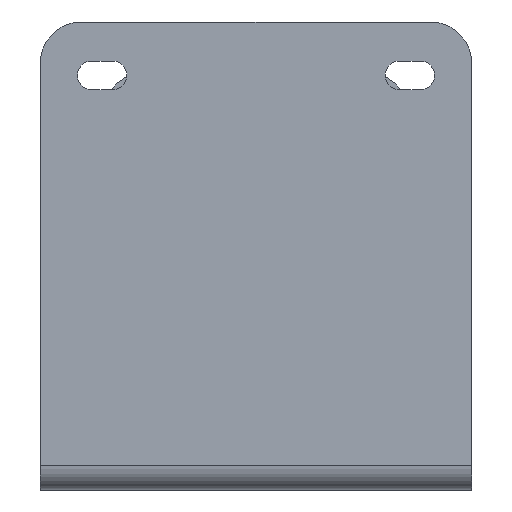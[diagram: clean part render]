
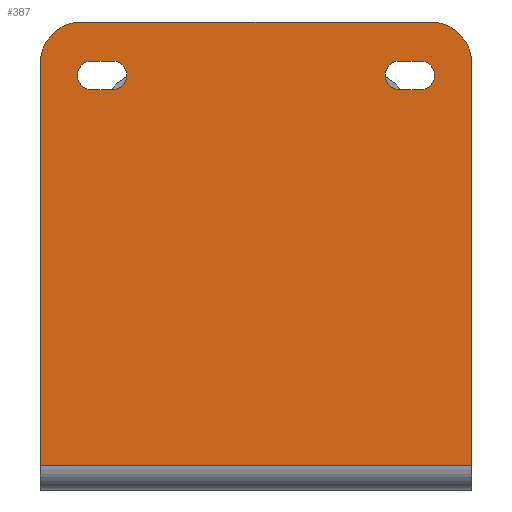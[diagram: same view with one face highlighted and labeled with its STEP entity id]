
A CAD part, top view. The second image highlights one B-rep face of the part: STEP entity #387.
In plain terms, the highlighted planar face has unit normal (0, 0, 1).
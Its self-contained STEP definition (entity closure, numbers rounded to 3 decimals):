
#25 = EDGE_LOOP ( 'NONE', ( #664, #1191, #542, #425, #1335 ) ) ;
#30 = VERTEX_POINT ( 'NONE', #1033 ) ;
#35 = CARTESIAN_POINT ( 'NONE',  ( 40., 38.5, 35.5 ) ) ;
#67 = DIRECTION ( 'NONE',  ( 1., 0., 0. ) ) ;
#71 = AXIS2_PLACEMENT_3D ( 'NONE', #591, #834, #948 ) ;
#82 = CARTESIAN_POINT ( 'NONE',  ( 42.5, 55., 35.5 ) ) ;
#106 = DIRECTION ( 'NONE',  ( -1., 0., 0. ) ) ;
#112 = CARTESIAN_POINT ( 'NONE',  ( -35., 45.5, 35.5 ) ) ;
#127 = CARTESIAN_POINT ( 'NONE',  ( 52.5, -145., 35.5 ) ) ;
#156 = DIRECTION ( 'NONE',  ( 1., 0., 0. ) ) ;
#159 = VERTEX_POINT ( 'NONE', #379 ) ;
#172 = CARTESIAN_POINT ( 'NONE',  ( -52.5, -145., 35.5 ) ) ;
#191 = AXIS2_PLACEMENT_3D ( 'NONE', #1364, #1373, #745 ) ;
#195 = CIRCLE ( 'NONE', #71, 10. ) ;
#204 = CARTESIAN_POINT ( 'NONE',  ( 0., 45.5, 35.5 ) ) ;
#206 = LINE ( 'NONE', #680, #291 ) ;
#208 = DIRECTION ( 'NONE',  ( -1., 0., 0. ) ) ;
#216 = CIRCLE ( 'NONE', #557, 3.5 ) ;
#227 = DIRECTION ( 'NONE',  ( 1., 0., 0. ) ) ;
#250 = LINE ( 'NONE', #1551, #1529 ) ;
#269 = FACE_OUTER_BOUND ( 'NONE', #1140, .T. ) ;
#291 = VECTOR ( 'NONE', #1531, 1000. ) ;
#294 = VECTOR ( 'NONE', #947, 1000. ) ;
#328 = CARTESIAN_POINT ( 'NONE',  ( 0., -145., 35.5 ) ) ;
#330 = CARTESIAN_POINT ( 'NONE',  ( 0., 55., 35.5 ) ) ;
#332 = EDGE_CURVE ( 'NONE', #534, #1047, #1146, .T. ) ;
#335 = VECTOR ( 'NONE', #647, 1000. ) ;
#342 = CARTESIAN_POINT ( 'NONE',  ( -35., 38.5, 35.5 ) ) ;
#376 = VERTEX_POINT ( 'NONE', #35 ) ;
#379 = CARTESIAN_POINT ( 'NONE',  ( 52.5, 45., 35.5 ) ) ;
#382 = DIRECTION ( 'NONE',  ( 0., 0., -1. ) ) ;
#385 = EDGE_CURVE ( 'NONE', #706, #1385, #587, .T. ) ;
#387 = ADVANCED_FACE ( 'NONE', ( #269, #1233, #1524 ), #804, .T. ) ;
#416 = VERTEX_POINT ( 'NONE', #799 ) ;
#421 = ORIENTED_EDGE ( 'NONE', *, *, #1334, .F. ) ;
#424 = LINE ( 'NONE', #172, #335 ) ;
#425 = ORIENTED_EDGE ( 'NONE', *, *, #952, .T. ) ;
#473 = EDGE_CURVE ( 'NONE', #1442, #1538, #1061, .T. ) ;
#480 = ORIENTED_EDGE ( 'NONE', *, *, #659, .F. ) ;
#484 = DIRECTION ( 'NONE',  ( 1., 0., 0. ) ) ;
#509 = CARTESIAN_POINT ( 'NONE',  ( 31.5, 42., 35.5 ) ) ;
#525 = EDGE_LOOP ( 'NONE', ( #480, #1234, #1462, #790, #544 ) ) ;
#534 = VERTEX_POINT ( 'NONE', #112 ) ;
#536 = AXIS2_PLACEMENT_3D ( 'NONE', #1126, #872, #894 ) ;
#542 = ORIENTED_EDGE ( 'NONE', *, *, #385, .T. ) ;
#544 = ORIENTED_EDGE ( 'NONE', *, *, #332, .T. ) ;
#557 = AXIS2_PLACEMENT_3D ( 'NONE', #817, #1530, #227 ) ;
#587 = CIRCLE ( 'NONE', #890, 3.5 ) ;
#591 = CARTESIAN_POINT ( 'NONE',  ( 42.5, 45., 35.5 ) ) ;
#599 = LINE ( 'NONE', #127, #1377 ) ;
#600 = LINE ( 'NONE', #703, #1449 ) ;
#647 = DIRECTION ( 'NONE',  ( 0., 1., 0. ) ) ;
#653 = CARTESIAN_POINT ( 'NONE',  ( 35., 45.5, 35.5 ) ) ;
#659 = EDGE_CURVE ( 'NONE', #30, #1047, #600, .T. ) ;
#664 = ORIENTED_EDGE ( 'NONE', *, *, #1072, .F. ) ;
#665 = CARTESIAN_POINT ( 'NONE',  ( -52.5, 45., 35.5 ) ) ;
#680 = CARTESIAN_POINT ( 'NONE',  ( 0., 45.5, 35.5 ) ) ;
#687 = VECTOR ( 'NONE', #707, 1000. ) ;
#693 = AXIS2_PLACEMENT_3D ( 'NONE', #733, #382, #1235 ) ;
#694 = EDGE_CURVE ( 'NONE', #30, #1202, #966, .T. ) ;
#701 = CARTESIAN_POINT ( 'NONE',  ( 52.5, -52.931, 35.5 ) ) ;
#703 = CARTESIAN_POINT ( 'NONE',  ( 0., 38.5, 35.5 ) ) ;
#706 = VERTEX_POINT ( 'NONE', #509 ) ;
#707 = DIRECTION ( 'NONE',  ( 1., 0., 0. ) ) ;
#715 = AXIS2_PLACEMENT_3D ( 'NONE', #328, #1032, #208 ) ;
#721 = EDGE_CURVE ( 'NONE', #1202, #959, #1018, .T. ) ;
#725 = DIRECTION ( 'NONE',  ( 0., -1., 0. ) ) ;
#733 = CARTESIAN_POINT ( 'NONE',  ( -42.5, 45., 35.5 ) ) ;
#745 = DIRECTION ( 'NONE',  ( 1., 0., 0. ) ) ;
#757 = CARTESIAN_POINT ( 'NONE',  ( 35., 42., 35.5 ) ) ;
#762 = CARTESIAN_POINT ( 'NONE',  ( -43.5, 42., 35.5 ) ) ;
#785 = DIRECTION ( 'NONE',  ( 1., 0., 0. ) ) ;
#790 = ORIENTED_EDGE ( 'NONE', *, *, #1487, .T. ) ;
#799 = CARTESIAN_POINT ( 'NONE',  ( -42.5, 55., 35.5 ) ) ;
#804 = PLANE ( 'NONE',  #715 ) ;
#817 = CARTESIAN_POINT ( 'NONE',  ( 35., 42., 35.5 ) ) ;
#834 = DIRECTION ( 'NONE',  ( 0., 0., -1. ) ) ;
#872 = DIRECTION ( 'NONE',  ( 0., 0., -1. ) ) ;
#881 = ORIENTED_EDGE ( 'NONE', *, *, #1000, .F. ) ;
#888 = VERTEX_POINT ( 'NONE', #665 ) ;
#890 = AXIS2_PLACEMENT_3D ( 'NONE', #757, #1249, #67 ) ;
#894 = DIRECTION ( 'NONE',  ( 1., 0., 0. ) ) ;
#919 = VERTEX_POINT ( 'NONE', #82 ) ;
#923 = LINE ( 'NONE', #204, #687 ) ;
#924 = CARTESIAN_POINT ( 'NONE',  ( -40., 45.5, 35.5 ) ) ;
#928 = CARTESIAN_POINT ( 'NONE',  ( 40., 45.5, 35.5 ) ) ;
#947 = DIRECTION ( 'NONE',  ( 1., 0., 0. ) ) ;
#948 = DIRECTION ( 'NONE',  ( -1., 0., 0. ) ) ;
#952 = EDGE_CURVE ( 'NONE', #1385, #1475, #206, .T. ) ;
#959 = VERTEX_POINT ( 'NONE', #924 ) ;
#966 = CIRCLE ( 'NONE', #1503, 3.5 ) ;
#984 = ORIENTED_EDGE ( 'NONE', *, *, #1187, .F. ) ;
#1000 = EDGE_CURVE ( 'NONE', #159, #1442, #599, .T. ) ;
#1011 = DIRECTION ( 'NONE',  ( 0., 0., -1. ) ) ;
#1018 = CIRCLE ( 'NONE', #536, 3.5 ) ;
#1020 = CARTESIAN_POINT ( 'NONE',  ( 40., 42., 35.5 ) ) ;
#1032 = DIRECTION ( 'NONE',  ( 0., 0., 1. ) ) ;
#1033 = CARTESIAN_POINT ( 'NONE',  ( -40., 38.5, 35.5 ) ) ;
#1040 = EDGE_CURVE ( 'NONE', #919, #159, #195, .T. ) ;
#1047 = VERTEX_POINT ( 'NONE', #342 ) ;
#1048 = CARTESIAN_POINT ( 'NONE',  ( 0., -52.931, 35.5 ) ) ;
#1061 = LINE ( 'NONE', #1048, #1300 ) ;
#1072 = EDGE_CURVE ( 'NONE', #1107, #376, #250, .T. ) ;
#1078 = CARTESIAN_POINT ( 'NONE',  ( 35., 38.5, 35.5 ) ) ;
#1086 = DIRECTION ( 'NONE',  ( 1., 0., 0. ) ) ;
#1107 = VERTEX_POINT ( 'NONE', #1078 ) ;
#1122 = ORIENTED_EDGE ( 'NONE', *, *, #473, .F. ) ;
#1126 = CARTESIAN_POINT ( 'NONE',  ( -40., 42., 35.5 ) ) ;
#1140 = EDGE_LOOP ( 'NONE', ( #1122, #881, #1431, #1557, #984, #421 ) ) ;
#1146 = CIRCLE ( 'NONE', #191, 3.5 ) ;
#1187 = EDGE_CURVE ( 'NONE', #888, #416, #1422, .T. ) ;
#1191 = ORIENTED_EDGE ( 'NONE', *, *, #1466, .T. ) ;
#1194 = CARTESIAN_POINT ( 'NONE',  ( -52.5, -52.931, 35.5 ) ) ;
#1202 = VERTEX_POINT ( 'NONE', #762 ) ;
#1233 = FACE_BOUND ( 'NONE', #525, .T. ) ;
#1234 = ORIENTED_EDGE ( 'NONE', *, *, #694, .T. ) ;
#1235 = DIRECTION ( 'NONE',  ( -1., 0., 0. ) ) ;
#1249 = DIRECTION ( 'NONE',  ( 0., 0., -1. ) ) ;
#1258 = DIRECTION ( 'NONE',  ( 0., 0., -1. ) ) ;
#1300 = VECTOR ( 'NONE', #106, 1000. ) ;
#1334 = EDGE_CURVE ( 'NONE', #1538, #888, #424, .T. ) ;
#1335 = ORIENTED_EDGE ( 'NONE', *, *, #1343, .T. ) ;
#1343 = EDGE_CURVE ( 'NONE', #1475, #376, #1378, .T. ) ;
#1356 = CARTESIAN_POINT ( 'NONE',  ( -40., 42., 35.5 ) ) ;
#1364 = CARTESIAN_POINT ( 'NONE',  ( -35., 42., 35.5 ) ) ;
#1373 = DIRECTION ( 'NONE',  ( 0., 0., -1. ) ) ;
#1377 = VECTOR ( 'NONE', #725, 1000. ) ;
#1378 = CIRCLE ( 'NONE', #1525, 3.5 ) ;
#1385 = VERTEX_POINT ( 'NONE', #653 ) ;
#1422 = CIRCLE ( 'NONE', #693, 10. ) ;
#1431 = ORIENTED_EDGE ( 'NONE', *, *, #1040, .F. ) ;
#1442 = VERTEX_POINT ( 'NONE', #701 ) ;
#1449 = VECTOR ( 'NONE', #1086, 1000. ) ;
#1462 = ORIENTED_EDGE ( 'NONE', *, *, #721, .T. ) ;
#1466 = EDGE_CURVE ( 'NONE', #1107, #706, #216, .T. ) ;
#1475 = VERTEX_POINT ( 'NONE', #928 ) ;
#1487 = EDGE_CURVE ( 'NONE', #959, #534, #923, .T. ) ;
#1503 = AXIS2_PLACEMENT_3D ( 'NONE', #1356, #1258, #156 ) ;
#1508 = EDGE_CURVE ( 'NONE', #416, #919, #1550, .T. ) ;
#1524 = FACE_BOUND ( 'NONE', #25, .T. ) ;
#1525 = AXIS2_PLACEMENT_3D ( 'NONE', #1020, #1011, #785 ) ;
#1529 = VECTOR ( 'NONE', #484, 1000. ) ;
#1530 = DIRECTION ( 'NONE',  ( 0., 0., -1. ) ) ;
#1531 = DIRECTION ( 'NONE',  ( 1., 0., 0. ) ) ;
#1538 = VERTEX_POINT ( 'NONE', #1194 ) ;
#1550 = LINE ( 'NONE', #330, #294 ) ;
#1551 = CARTESIAN_POINT ( 'NONE',  ( 0., 38.5, 35.5 ) ) ;
#1557 = ORIENTED_EDGE ( 'NONE', *, *, #1508, .F. ) ;
